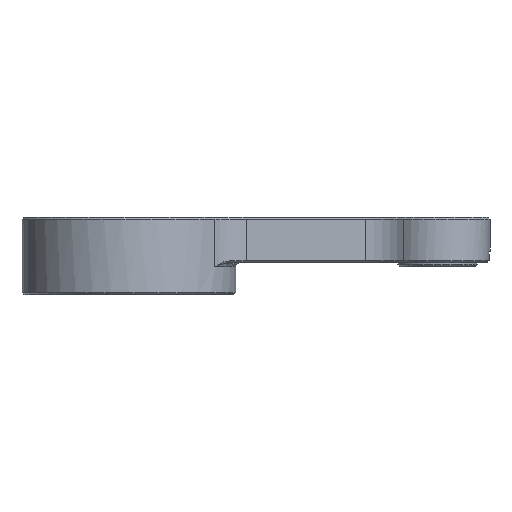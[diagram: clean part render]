
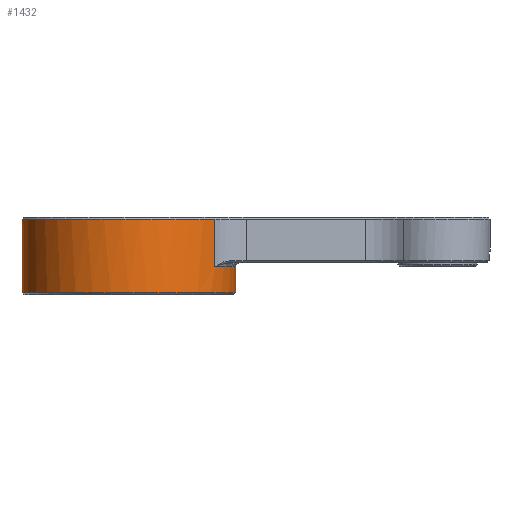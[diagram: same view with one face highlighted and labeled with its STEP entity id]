
A CAD part, front view. The second image highlights one B-rep face of the part: STEP entity #1432.
In plain terms, the highlighted cylindrical face has radius 27 mm (diameter 54 mm), a partial arc.
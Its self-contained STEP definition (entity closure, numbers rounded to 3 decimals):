
#109 = CIRCLE ( 'NONE', #2181, 27. ) ;
#164 = DIRECTION ( 'NONE',  ( 0., 0., -1. ) ) ;
#174 = VERTEX_POINT ( 'NONE', #465 ) ;
#195 = VERTEX_POINT ( 'NONE', #248 ) ;
#248 = CARTESIAN_POINT ( 'NONE',  ( -27., 0., 0.5 ) ) ;
#258 = ORIENTED_EDGE ( 'NONE', *, *, #516, .T. ) ;
#306 = AXIS2_PLACEMENT_3D ( 'NONE', #3266, #1992, #480 ) ;
#329 = EDGE_LOOP ( 'NONE', ( #758, #1396, #2303, #883, #798, #258 ) ) ;
#392 = CARTESIAN_POINT ( 'NONE',  ( 0., 0., 19.5 ) ) ;
#446 = EDGE_CURVE ( 'NONE', #1746, #174, #109, .T. ) ;
#465 = CARTESIAN_POINT ( 'NONE',  ( 21.758, -15.987, 7. ) ) ;
#480 = DIRECTION ( 'NONE',  ( 1., 0., 0. ) ) ;
#516 = EDGE_CURVE ( 'NONE', #195, #1934, #1283, .T. ) ;
#656 = CARTESIAN_POINT ( 'NONE',  ( 27., 0., 19.5 ) ) ;
#671 = EDGE_CURVE ( 'NONE', #2367, #174, #2646, .T. ) ;
#697 = LINE ( 'NONE', #2216, #2447 ) ;
#758 = ORIENTED_EDGE ( 'NONE', *, *, #1620, .F. ) ;
#780 = DIRECTION ( 'NONE',  ( 0., 0., -1. ) ) ;
#798 = ORIENTED_EDGE ( 'NONE', *, *, #1683, .T. ) ;
#883 = ORIENTED_EDGE ( 'NONE', *, *, #2201, .T. ) ;
#1014 = AXIS2_PLACEMENT_3D ( 'NONE', #3298, #780, #3037 ) ;
#1044 = CARTESIAN_POINT ( 'NONE',  ( 27., 0., 7. ) ) ;
#1125 = VECTOR ( 'NONE', #2446, 1000. ) ;
#1205 = DIRECTION ( 'NONE',  ( 1., 0., 0. ) ) ;
#1266 = CARTESIAN_POINT ( 'NONE',  ( 21.758, -15.987, 19.5 ) ) ;
#1283 = CIRCLE ( 'NONE', #306, 27. ) ;
#1396 = ORIENTED_EDGE ( 'NONE', *, *, #446, .T. ) ;
#1432 = ADVANCED_FACE ( 'NONE', ( #2521 ), #3206, .T. ) ;
#1620 = EDGE_CURVE ( 'NONE', #1746, #1934, #3002, .T. ) ;
#1633 = AXIS2_PLACEMENT_3D ( 'NONE', #392, #1658, #2160 ) ;
#1658 = DIRECTION ( 'NONE',  ( 0., 0., -1. ) ) ;
#1683 = EDGE_CURVE ( 'NONE', #2146, #195, #697, .T. ) ;
#1746 = VERTEX_POINT ( 'NONE', #1044 ) ;
#1934 = VERTEX_POINT ( 'NONE', #2392 ) ;
#1964 = VECTOR ( 'NONE', #2801, 1000. ) ;
#1992 = DIRECTION ( 'NONE',  ( 0., 0., 1. ) ) ;
#2069 = CARTESIAN_POINT ( 'NONE',  ( 21.758, -15.987, 19. ) ) ;
#2102 = CIRCLE ( 'NONE', #1014, 27. ) ;
#2146 = VERTEX_POINT ( 'NONE', #2283 ) ;
#2160 = DIRECTION ( 'NONE',  ( -1., 0., 0. ) ) ;
#2181 = AXIS2_PLACEMENT_3D ( 'NONE', #3013, #2736, #1205 ) ;
#2201 = EDGE_CURVE ( 'NONE', #2367, #2146, #2102, .T. ) ;
#2216 = CARTESIAN_POINT ( 'NONE',  ( -27., 0., 19.5 ) ) ;
#2283 = CARTESIAN_POINT ( 'NONE',  ( -27., 0., 19. ) ) ;
#2303 = ORIENTED_EDGE ( 'NONE', *, *, #671, .F. ) ;
#2367 = VERTEX_POINT ( 'NONE', #2069 ) ;
#2392 = CARTESIAN_POINT ( 'NONE',  ( 27., 0., 0.5 ) ) ;
#2446 = DIRECTION ( 'NONE',  ( 0., 0., -1. ) ) ;
#2447 = VECTOR ( 'NONE', #164, 1000. ) ;
#2521 = FACE_OUTER_BOUND ( 'NONE', #329, .T. ) ;
#2646 = LINE ( 'NONE', #1266, #1964 ) ;
#2736 = DIRECTION ( 'NONE',  ( 0., 0., -1. ) ) ;
#2801 = DIRECTION ( 'NONE',  ( 0., 0., -1. ) ) ;
#3002 = LINE ( 'NONE', #656, #1125 ) ;
#3013 = CARTESIAN_POINT ( 'NONE',  ( 0., 0., 7. ) ) ;
#3037 = DIRECTION ( 'NONE',  ( 1., 0., 0. ) ) ;
#3206 = CYLINDRICAL_SURFACE ( 'NONE', #1633, 27. ) ;
#3266 = CARTESIAN_POINT ( 'NONE',  ( 0., 0., 0.5 ) ) ;
#3298 = CARTESIAN_POINT ( 'NONE',  ( 0., 0., 19. ) ) ;
